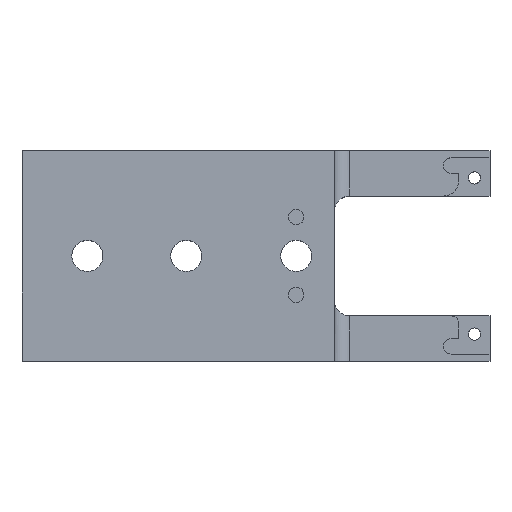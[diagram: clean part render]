
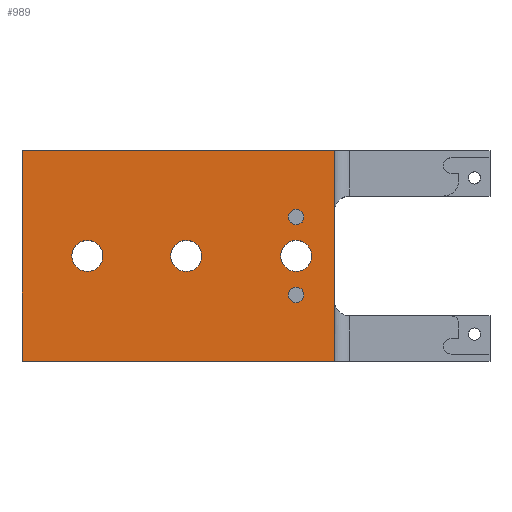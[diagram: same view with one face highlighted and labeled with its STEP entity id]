
A CAD part, top view. The second image highlights one B-rep face of the part: STEP entity #989.
In plain terms, the highlighted planar face has unit normal (0, 0, 1).
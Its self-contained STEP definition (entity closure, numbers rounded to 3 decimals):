
#24=FACE_BOUND('',#177,.T.);
#25=FACE_BOUND('',#178,.T.);
#26=FACE_BOUND('',#179,.T.);
#27=FACE_BOUND('',#180,.T.);
#28=FACE_BOUND('',#181,.T.);
#60=PLANE('',#1114);
#115=FACE_OUTER_BOUND('',#176,.T.);
#176=EDGE_LOOP('',(#904,#905,#906,#907));
#177=EDGE_LOOP('',(#908));
#178=EDGE_LOOP('',(#909));
#179=EDGE_LOOP('',(#910));
#180=EDGE_LOOP('',(#911));
#181=EDGE_LOOP('',(#912));
#221=LINE('',#1538,#311);
#276=LINE('',#1691,#366);
#277=LINE('',#1694,#367);
#279=LINE('',#1697,#369);
#311=VECTOR('',#1234,10.);
#366=VECTOR('',#1401,10.);
#367=VECTOR('',#1404,10.);
#369=VECTOR('',#1408,10.);
#399=CIRCLE('',#1085,1.);
#401=CIRCLE('',#1089,1.);
#404=CIRCLE('',#1095,2.);
#406=CIRCLE('',#1099,2.);
#407=CIRCLE('',#1101,2.);
#451=VERTEX_POINT('',#1535);
#452=VERTEX_POINT('',#1537);
#482=VERTEX_POINT('',#1634);
#484=VERTEX_POINT('',#1641);
#487=VERTEX_POINT('',#1652);
#489=VERTEX_POINT('',#1660);
#490=VERTEX_POINT('',#1664);
#494=VERTEX_POINT('',#1689);
#495=VERTEX_POINT('',#1693);
#554=EDGE_CURVE('',#452,#451,#221,.T.);
#604=EDGE_CURVE('',#482,#482,#399,.T.);
#607=EDGE_CURVE('',#484,#484,#401,.T.);
#613=EDGE_CURVE('',#487,#487,#404,.T.);
#617=EDGE_CURVE('',#489,#489,#406,.T.);
#619=EDGE_CURVE('',#490,#490,#407,.T.);
#631=EDGE_CURVE('',#451,#494,#276,.T.);
#632=EDGE_CURVE('',#495,#452,#277,.T.);
#634=EDGE_CURVE('',#494,#495,#279,.T.);
#904=ORIENTED_EDGE('',*,*,#634,.T.);
#905=ORIENTED_EDGE('',*,*,#632,.T.);
#906=ORIENTED_EDGE('',*,*,#554,.T.);
#907=ORIENTED_EDGE('',*,*,#631,.T.);
#908=ORIENTED_EDGE('',*,*,#604,.T.);
#909=ORIENTED_EDGE('',*,*,#607,.T.);
#910=ORIENTED_EDGE('',*,*,#613,.T.);
#911=ORIENTED_EDGE('',*,*,#617,.T.);
#912=ORIENTED_EDGE('',*,*,#619,.T.);
#989=ADVANCED_FACE('',(#115,#24,#25,#26,#27,#28),#60,.T.);
#1085=AXIS2_PLACEMENT_3D('',#1635,#1330,#1331);
#1089=AXIS2_PLACEMENT_3D('',#1642,#1339,#1340);
#1095=AXIS2_PLACEMENT_3D('',#1654,#1354,#1355);
#1099=AXIS2_PLACEMENT_3D('',#1662,#1364,#1365);
#1101=AXIS2_PLACEMENT_3D('',#1666,#1369,#1370);
#1114=AXIS2_PLACEMENT_3D('',#1698,#1409,#1410);
#1234=DIRECTION('',(0.,1.,0.));
#1330=DIRECTION('center_axis',(0.,0.,-1.));
#1331=DIRECTION('ref_axis',(1.,0.,0.));
#1339=DIRECTION('center_axis',(0.,0.,-1.));
#1340=DIRECTION('ref_axis',(1.,0.,0.));
#1354=DIRECTION('center_axis',(0.,0.,-1.));
#1355=DIRECTION('ref_axis',(-1.,0.,0.));
#1364=DIRECTION('center_axis',(0.,0.,-1.));
#1365=DIRECTION('ref_axis',(-1.,0.,0.));
#1369=DIRECTION('center_axis',(0.,0.,-1.));
#1370=DIRECTION('ref_axis',(-1.,0.,0.));
#1401=DIRECTION('',(-1.,0.,0.));
#1404=DIRECTION('',(1.,0.,0.));
#1408=DIRECTION('',(0.,-1.,0.));
#1409=DIRECTION('center_axis',(0.,0.,1.));
#1410=DIRECTION('ref_axis',(1.,0.,0.));
#1535=CARTESIAN_POINT('',(10.05,13.5,6.3));
#1537=CARTESIAN_POINT('',(10.05,-13.5,6.3));
#1538=CARTESIAN_POINT('',(10.05,13.5,6.3));
#1634=CARTESIAN_POINT('',(4.15,5.,6.3));
#1635=CARTESIAN_POINT('Origin',(5.15,5.,6.3));
#1641=CARTESIAN_POINT('',(4.15,-5.,6.3));
#1642=CARTESIAN_POINT('Origin',(5.15,-5.,6.3));
#1652=CARTESIAN_POINT('',(-19.65,0.,6.3));
#1654=CARTESIAN_POINT('Origin',(-21.65,0.,6.3));
#1660=CARTESIAN_POINT('',(-6.95,0.,6.3));
#1662=CARTESIAN_POINT('Origin',(-8.95,0.,6.3));
#1664=CARTESIAN_POINT('',(7.15,0.,6.3));
#1666=CARTESIAN_POINT('Origin',(5.15,0.,6.3));
#1689=CARTESIAN_POINT('',(-30.05,13.5,6.3));
#1691=CARTESIAN_POINT('',(30.05,13.5,6.3));
#1693=CARTESIAN_POINT('',(-30.05,-13.5,6.3));
#1694=CARTESIAN_POINT('',(-30.05,-13.5,6.3));
#1697=CARTESIAN_POINT('',(-30.05,13.5,6.3));
#1698=CARTESIAN_POINT('Origin',(-10.,0.,6.3));
